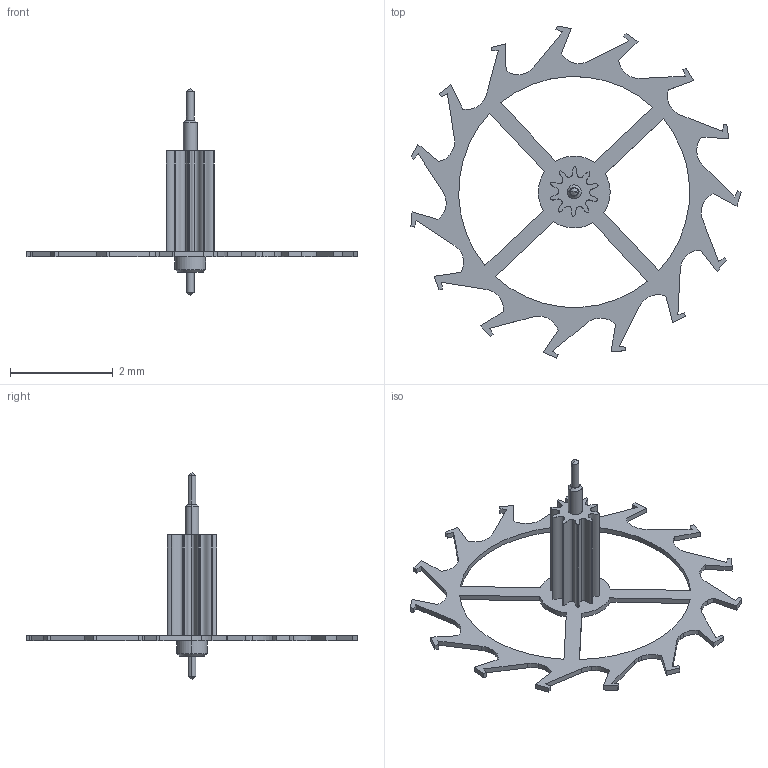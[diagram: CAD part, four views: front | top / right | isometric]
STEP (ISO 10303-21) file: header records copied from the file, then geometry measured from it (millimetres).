
FILE_DESCRIPTION(('Open CASCADE Model'),'2;1');
FILE_NAME('Open CASCADE Shape Model','2018-03-28T17:51:22',('Author'),( 'Open CASCADE'),'Open CASCADE STEP processor 6.5','Open CASCADE 6.5' ,'Unknown');
FILE_SCHEMA(('AUTOMOTIVE_DESIGN_CC2 { 1 2 10303 214 -1 1 5 4 }'));
Length unit declared in the file: millimetre
Products named in the file (1): selection
Bounding box: 6.43 x 6.46 x 4.02 mm (x, y, z)
Volume: 2.1 mm3; surface area: 39.3 mm2
Topology: 1 solids, 1 shells, 176 faces, 505 edges, 332 vertices
Faces by surface type: plane 98, cylinder 50, bspline 20, cone 8
Entity records: 12587 total; most frequent: CARTESIAN_POINT 3152, DIRECTION 1557, ORIENTED_EDGE 1002, PCURVE 1002, DEFINITIONAL_REPRESENTATION 1002, LINE 955, VECTOR 955, EDGE_CURVE 501
